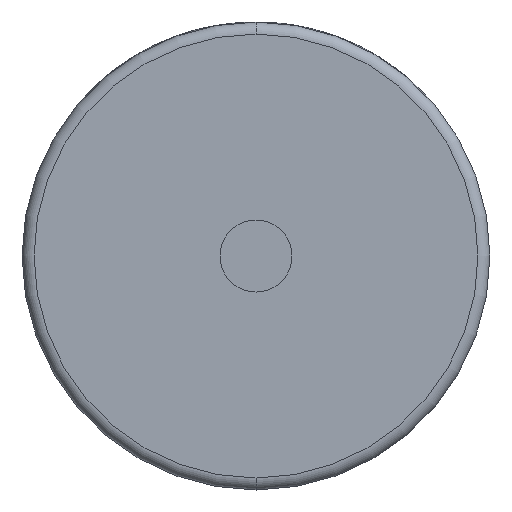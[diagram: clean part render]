
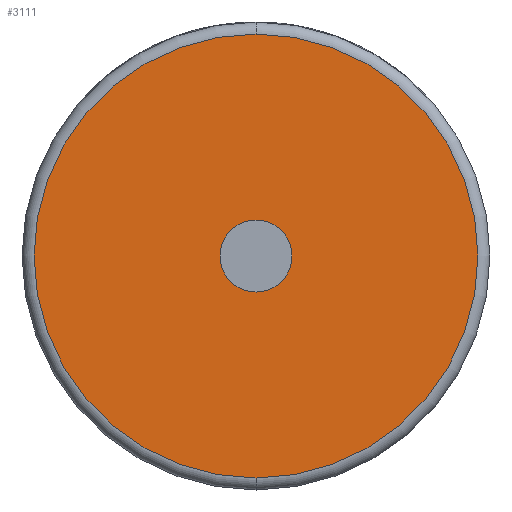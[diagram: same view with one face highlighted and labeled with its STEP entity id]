
A CAD part, front view. The second image highlights one B-rep face of the part: STEP entity #3111.
In plain terms, the highlighted planar face has unit normal (0, -1, 0).
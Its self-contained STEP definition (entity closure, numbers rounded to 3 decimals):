
#127 = VERTEX_POINT ( 'NONE', #284 ) ;
#130 = EDGE_CURVE ( 'NONE', #127, #453, #2652, .T. ) ;
#160 = AXIS2_PLACEMENT_3D ( 'NONE', #2936, #3045, #2234 ) ;
#284 = CARTESIAN_POINT ( 'NONE',  ( 0., 0., 37. ) ) ;
#316 = CIRCLE ( 'NONE', #649, 6. ) ;
#338 = DIRECTION ( 'NONE',  ( 0., 0., 1. ) ) ;
#384 = DIRECTION ( 'NONE',  ( 0., 0., 1. ) ) ;
#453 = VERTEX_POINT ( 'NONE', #4302 ) ;
#649 = AXIS2_PLACEMENT_3D ( 'NONE', #2762, #3075, #338 ) ;
#706 = VERTEX_POINT ( 'NONE', #1113 ) ;
#924 = EDGE_CURVE ( 'NONE', #706, #3958, #3174, .T. ) ;
#1113 = CARTESIAN_POINT ( 'NONE',  ( 0., 0., -6. ) ) ;
#1263 = CARTESIAN_POINT ( 'NONE',  ( 0., 0., 0. ) ) ;
#1412 = EDGE_CURVE ( 'NONE', #3958, #706, #316, .T. ) ;
#1465 = AXIS2_PLACEMENT_3D ( 'NONE', #4049, #3395, #384 ) ;
#1477 = ORIENTED_EDGE ( 'NONE', *, *, #3843, .T. ) ;
#1482 = CIRCLE ( 'NONE', #1465, 37. ) ;
#1920 = ORIENTED_EDGE ( 'NONE', *, *, #1412, .F. ) ;
#1947 = DIRECTION ( 'NONE',  ( 0., 0., 1. ) ) ;
#2028 = FACE_OUTER_BOUND ( 'NONE', #3597, .T. ) ;
#2234 = DIRECTION ( 'NONE',  ( 0., 0., 1. ) ) ;
#2652 = CIRCLE ( 'NONE', #2770, 37. ) ;
#2742 = FACE_BOUND ( 'NONE', #3259, .T. ) ;
#2762 = CARTESIAN_POINT ( 'NONE',  ( 0., 0., 0. ) ) ;
#2770 = AXIS2_PLACEMENT_3D ( 'NONE', #4304, #3659, #4072 ) ;
#2900 = ORIENTED_EDGE ( 'NONE', *, *, #924, .F. ) ;
#2936 = CARTESIAN_POINT ( 'NONE',  ( 0., 0., 0. ) ) ;
#2952 = AXIS2_PLACEMENT_3D ( 'NONE', #1263, #3635, #1947 ) ;
#3045 = DIRECTION ( 'NONE',  ( 0., 1., 0. ) ) ;
#3075 = DIRECTION ( 'NONE',  ( 0., -1., 0. ) ) ;
#3111 = ADVANCED_FACE ( 'NONE', ( #2028, #2742 ), #4255, .F. ) ;
#3133 = CARTESIAN_POINT ( 'NONE',  ( 0., 0., 6. ) ) ;
#3174 = CIRCLE ( 'NONE', #2952, 6. ) ;
#3259 = EDGE_LOOP ( 'NONE', ( #1920, #2900 ) ) ;
#3395 = DIRECTION ( 'NONE',  ( 0., -1., 0. ) ) ;
#3597 = EDGE_LOOP ( 'NONE', ( #4106, #1477 ) ) ;
#3635 = DIRECTION ( 'NONE',  ( 0., -1., 0. ) ) ;
#3659 = DIRECTION ( 'NONE',  ( 0., -1., 0. ) ) ;
#3843 = EDGE_CURVE ( 'NONE', #453, #127, #1482, .T. ) ;
#3958 = VERTEX_POINT ( 'NONE', #3133 ) ;
#4049 = CARTESIAN_POINT ( 'NONE',  ( 0., 0., 0. ) ) ;
#4072 = DIRECTION ( 'NONE',  ( 0., 0., 1. ) ) ;
#4106 = ORIENTED_EDGE ( 'NONE', *, *, #130, .T. ) ;
#4255 = PLANE ( 'NONE',  #160 ) ;
#4302 = CARTESIAN_POINT ( 'NONE',  ( 0., 0., -37. ) ) ;
#4304 = CARTESIAN_POINT ( 'NONE',  ( 0., 0., 0. ) ) ;
